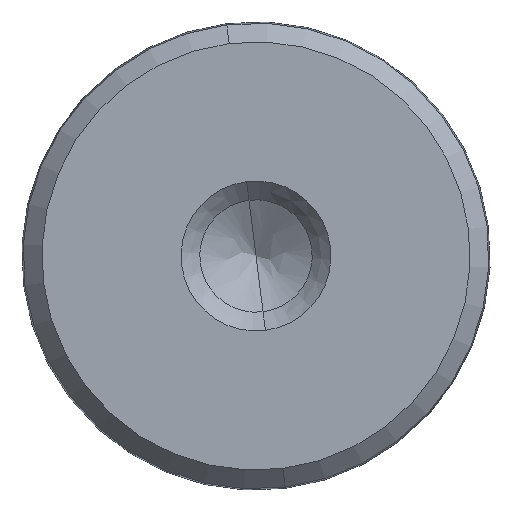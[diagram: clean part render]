
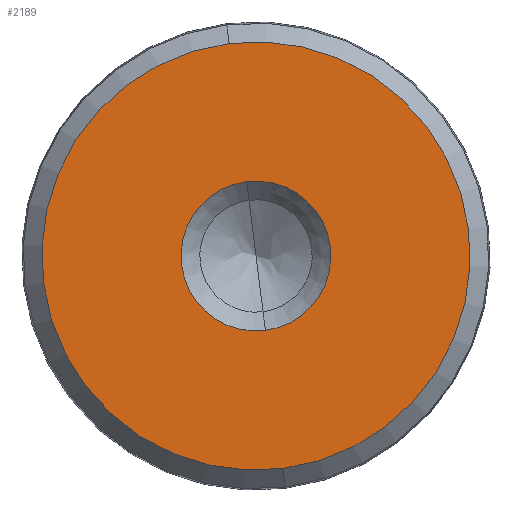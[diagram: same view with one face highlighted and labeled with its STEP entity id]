
A CAD part, left-side view. The second image highlights one B-rep face of the part: STEP entity #2189.
In plain terms, the highlighted planar face has unit normal (-1, 0, 0).
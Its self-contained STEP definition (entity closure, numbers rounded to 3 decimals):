
#153=CARTESIAN_POINT('Vertex',(0.,-0.502,-3.968)) ;
#156=CARTESIAN_POINT('Axis2P3D Location',(0.,0.,0.)) ;
#160=CARTESIAN_POINT('Vertex',(0.,0.502,3.968)) ;
#175=CARTESIAN_POINT('Axis2P3D Location',(0.,0.,0.)) ;
#192=CARTESIAN_POINT('Axis2P3D Location',(0.,0.,0.)) ;
#196=CARTESIAN_POINT('Vertex',(0.,-1.433,-11.338)) ;
#198=CARTESIAN_POINT('Vertex',(0.,1.433,11.338)) ;
#227=CARTESIAN_POINT('Axis2P3D Location',(0.,0.,0.)) ;
#2176=CARTESIAN_POINT('Axis2P3D Location',(0.,4.178,-10.637)) ;
#157=DIRECTION('Axis2P3D Direction',(-1.,0.,0.)) ;
#176=DIRECTION('Axis2P3D Direction',(-1.,0.,0.)) ;
#193=DIRECTION('Axis2P3D Direction',(1.,-0.,0.)) ;
#228=DIRECTION('Axis2P3D Direction',(1.,-0.,0.)) ;
#2177=DIRECTION('Axis2P3D Direction',(-1.,0.,0.)) ;
#2178=DIRECTION('Axis2P3D XDirection',(0.,1.,0.)) ;
#158=AXIS2_PLACEMENT_3D('Circle Axis2P3D',#156,#157,$) ;
#177=AXIS2_PLACEMENT_3D('Circle Axis2P3D',#175,#176,$) ;
#194=AXIS2_PLACEMENT_3D('Circle Axis2P3D',#192,#193,$) ;
#229=AXIS2_PLACEMENT_3D('Circle Axis2P3D',#227,#228,$) ;
#2179=AXIS2_PLACEMENT_3D('Plane Axis2P3D',#2176,#2177,#2178) ;
#2182=ORIENTED_EDGE('',*,*,#231,.T.) ;
#2183=ORIENTED_EDGE('',*,*,#200,.T.) ;
#2186=ORIENTED_EDGE('',*,*,#162,.F.) ;
#2187=ORIENTED_EDGE('',*,*,#179,.F.) ;
#2188=FACE_BOUND('',#2185,.T.) ;
#2189=ADVANCED_FACE('Hauptk\X2\00F6\X0\rper',(#2184,#2188),#2180,.T.) ;
#159=CIRCLE('generated circle',#158,4.) ;
#178=CIRCLE('generated circle',#177,4.) ;
#195=CIRCLE('generated circle',#194,11.429) ;
#230=CIRCLE('generated circle',#229,11.429) ;
#162=EDGE_CURVE('',#154,#161,#159,.T.) ;
#179=EDGE_CURVE('',#161,#154,#178,.T.) ;
#200=EDGE_CURVE('',#197,#199,#195,.F.) ;
#231=EDGE_CURVE('',#199,#197,#230,.F.) ;
#2181=EDGE_LOOP('',(#2182,#2183)) ;
#2185=EDGE_LOOP('',(#2186,#2187)) ;
#2184=FACE_OUTER_BOUND('',#2181,.T.) ;
#2180=PLANE('',#2179) ;
#154=VERTEX_POINT('',#153) ;
#161=VERTEX_POINT('',#160) ;
#197=VERTEX_POINT('',#196) ;
#199=VERTEX_POINT('',#198) ;
